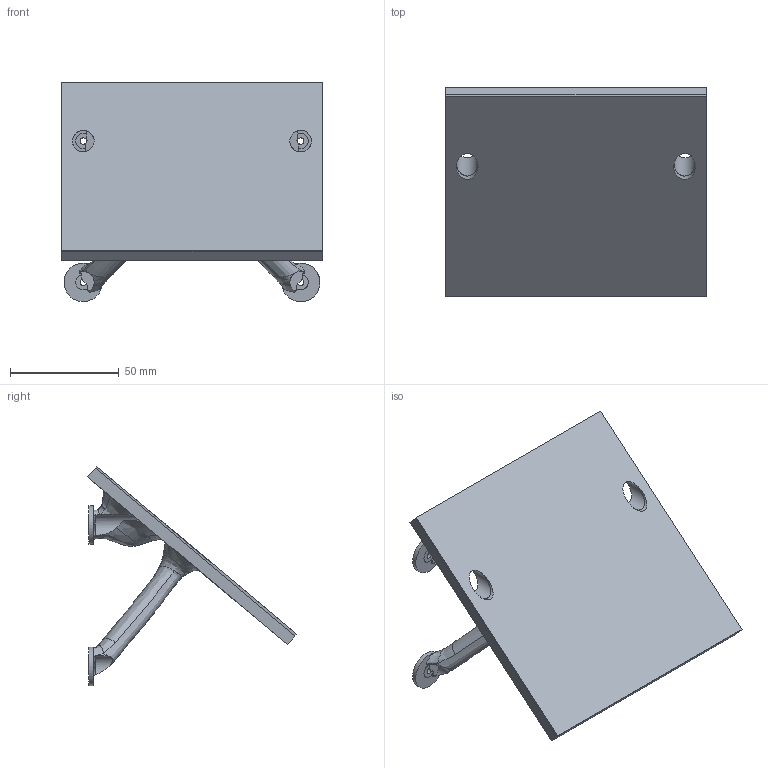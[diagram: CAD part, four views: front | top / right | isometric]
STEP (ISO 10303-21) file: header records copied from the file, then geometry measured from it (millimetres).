
FILE_DESCRIPTION(/* description */ ('','CAx-IF Rec.Pracs.---Representation and Presentation of Product Manufacturing Information (PMI)---4.0---2014-10-13'),/* implementation_level */ '2;1');
FILE_NAME(/* name */ 'DIspalyHolder.step',/* time_stamp */ '2025-01-05T12:24:17+01:00',/* author */ (''),/* organization */ (''),/* preprocessor_version */ 'ST-DEVELOPER v20',/* originating_system */ 'Autodesk Translation Framework v13.20.0.188',/* authorisation */ '');
FILE_SCHEMA (('AP242_MANAGED_MODEL_BASED_3D_ENGINEERING_MIM_LF { 1 0 10303 442 1 1 4 }'));
Length unit declared in the file: millimetre
Products named in the file (1): DIspalyHolder
Bounding box: 120 x 96.01 x 100.87 mm (x, y, z)
Volume: 118545.6 mm3; surface area: 69142.9 mm2
Topology: 6 solids, 6 shells, 124 faces, 315 edges, 200 vertices
Faces by surface type: bspline 63, plane 36, cylinder 25
Full cylindrical faces by diameter (mm): 3 x4, 7 x8, 10 x4, 17.706 x4
Entity records: 13473 total; most frequent: CARTESIAN_POINT 10967, ORIENTED_EDGE 630, EDGE_CURVE 315, DIRECTION 289, B_SPLINE_CURVE_WITH_KNOTS 210, VERTEX_POINT 200, EDGE_LOOP 145, FACE_OUTER_BOUND 124
